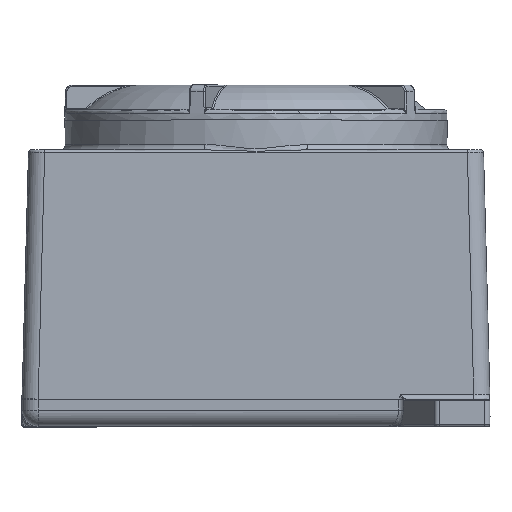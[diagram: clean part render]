
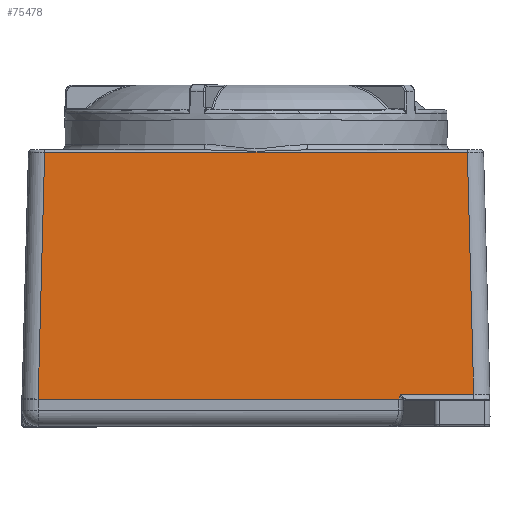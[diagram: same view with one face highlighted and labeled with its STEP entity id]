
A CAD part, top view. The second image highlights one B-rep face of the part: STEP entity #75478.
In plain terms, the highlighted planar face has unit normal (0, 0.026, 1).
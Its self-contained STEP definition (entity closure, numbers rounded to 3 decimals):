
#399=LINE('',#100337,#8663);
#400=LINE('',#100346,#8664);
#405=LINE('',#100543,#8669);
#424=LINE('',#100803,#8688);
#425=LINE('',#100805,#8689);
#8663=VECTOR('',#83699,0.125);
#8664=VECTOR('',#83708,0.394);
#8669=VECTOR('',#83755,0.394);
#8688=VECTOR('',#83848,0.394);
#8689=VECTOR('',#83851,0.394);
#16721=B_SPLINE_CURVE_WITH_KNOTS('',3,(#99847,#99848,#99849,#99850,#99851,
#99852,#99853,#99854),.UNSPECIFIED.,.F.,.F.,(4,2,2,4),(0.,0.016,
0.079,0.079),.UNSPECIFIED.);
#16734=B_SPLINE_CURVE_WITH_KNOTS('',3,(#100806,#100807,#100808,#100809,
#100810,#100811),.UNSPECIFIED.,.F.,.F.,(4,2,4),(-0.002,0.,
0.255),.UNSPECIFIED.);
#20862=PLANE('',#79857);
#24328=FACE_OUTER_BOUND('',#28633,.T.);
#28633=EDGE_LOOP('',(#53561,#53562,#53563,#53564,#53565,#53566,#53567));
#33670=VERTEX_POINT('',#99845);
#33671=VERTEX_POINT('',#99846);
#33691=VERTEX_POINT('',#100040);
#33735=VERTEX_POINT('',#100343);
#33736=VERTEX_POINT('',#100345);
#33752=VERTEX_POINT('',#100540);
#33753=VERTEX_POINT('',#100542);
#41402=EDGE_CURVE('',#33670,#33671,#16721,.F.);
#41500=EDGE_CURVE('',#33691,#33670,#399,.T.);
#41503=EDGE_CURVE('',#33735,#33736,#400,.T.);
#41527=EDGE_CURVE('',#33752,#33753,#405,.T.);
#41571=EDGE_CURVE('',#33753,#33691,#424,.T.);
#41572=EDGE_CURVE('',#33736,#33752,#425,.T.);
#41573=EDGE_CURVE('',#33735,#33671,#16734,.T.);
#53561=ORIENTED_EDGE('',*,*,#41500,.F.);
#53562=ORIENTED_EDGE('',*,*,#41571,.F.);
#53563=ORIENTED_EDGE('',*,*,#41527,.F.);
#53564=ORIENTED_EDGE('',*,*,#41572,.F.);
#53565=ORIENTED_EDGE('',*,*,#41503,.F.);
#53566=ORIENTED_EDGE('',*,*,#41573,.T.);
#53567=ORIENTED_EDGE('',*,*,#41402,.F.);
#75478=ADVANCED_FACE('',(#24328),#20862,.T.);
#79857=AXIS2_PLACEMENT_3D('',#100804,#83849,#83850);
#83699=DIRECTION('',(-1.,0.,0.));
#83708=DIRECTION('',(-1.,0.,0.));
#83755=DIRECTION('',(1.,0.,0.));
#83848=DIRECTION('',(0.026,-0.999,0.026));
#83849=DIRECTION('center_axis',(0.,0.026,1.));
#83850=DIRECTION('ref_axis',(1.,0.,0.));
#83851=DIRECTION('',(0.026,0.999,-0.026));
#99845=CARTESIAN_POINT('',(3.365,-3.16,4.606));
#99846=CARTESIAN_POINT('',(3.347,-3.185,4.607));
#99847=CARTESIAN_POINT('Ctrl Pts',(3.347,-3.185,4.607));
#99848=CARTESIAN_POINT('Ctrl Pts',(3.348,-3.184,4.607));
#99849=CARTESIAN_POINT('Ctrl Pts',(3.349,-3.182,4.607));
#99850=CARTESIAN_POINT('Ctrl Pts',(3.354,-3.172,4.606));
#99851=CARTESIAN_POINT('Ctrl Pts',(3.359,-3.166,4.606));
#99852=CARTESIAN_POINT('Ctrl Pts',(3.365,-3.16,4.606));
#99853=CARTESIAN_POINT('Ctrl Pts',(3.365,-3.16,4.606));
#99854=CARTESIAN_POINT('Ctrl Pts',(3.365,-3.16,4.606));
#100040=CARTESIAN_POINT('',(5.044,-3.16,4.606));
#100337=CARTESIAN_POINT('',(0.,-3.16,4.606));
#100343=CARTESIAN_POINT('',(3.306,-3.276,4.609));
#100345=CARTESIAN_POINT('',(-5.047,-3.276,4.609));
#100346=CARTESIAN_POINT('',(2.711,-3.276,4.609));
#100540=CARTESIAN_POINT('',(-4.897,2.439,4.46));
#100542=CARTESIAN_POINT('',(4.897,2.439,4.46));
#100543=CARTESIAN_POINT('',(-2.219,2.439,4.46));
#100803=CARTESIAN_POINT('',(5.001,-1.537,4.564));
#100804=CARTESIAN_POINT('Origin',(0.,-0.036,4.524));
#100805=CARTESIAN_POINT('',(-4.926,1.35,4.488));
#100806=CARTESIAN_POINT('Ctrl Pts',(3.306,-3.276,
4.609));
#100807=CARTESIAN_POINT('Ctrl Pts',(3.306,-3.276,
4.609));
#100808=CARTESIAN_POINT('Ctrl Pts',(3.306,-3.276,
4.609));
#100809=CARTESIAN_POINT('Ctrl Pts',(3.322,-3.247,
4.608));
#100810=CARTESIAN_POINT('Ctrl Pts',(3.336,-3.217,
4.608));
#100811=CARTESIAN_POINT('Ctrl Pts',(3.347,-3.185,
4.607));
